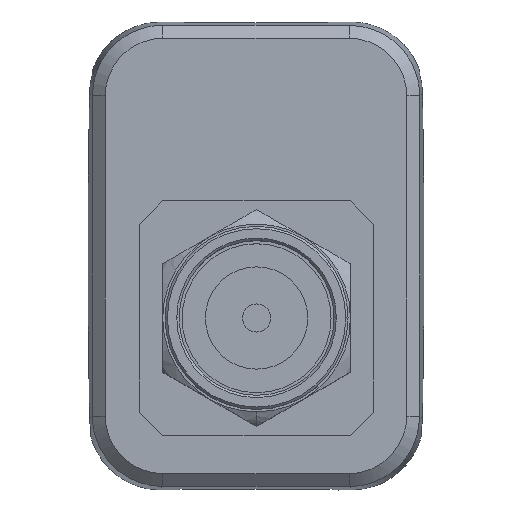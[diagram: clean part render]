
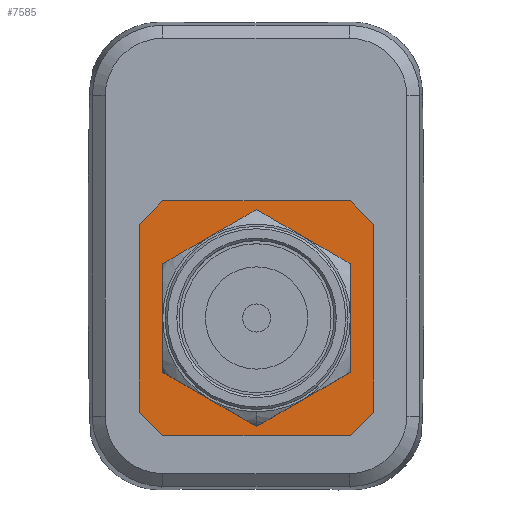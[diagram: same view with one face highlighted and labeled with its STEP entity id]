
A CAD part, top view. The second image highlights one B-rep face of the part: STEP entity #7585.
In plain terms, the highlighted planar face has unit normal (0, 0, 1).
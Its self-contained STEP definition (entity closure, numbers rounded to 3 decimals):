
#16 = CARTESIAN_POINT ( 'NONE',  ( 9.024, 8.34, 4.1 ) ) ;
#133 = ORIENTED_EDGE ( 'NONE', *, *, #7279, .T. ) ;
#256 = CARTESIAN_POINT ( 'NONE',  ( 1.024, -1.66, 4.1 ) ) ;
#258 = EDGE_LOOP ( 'NONE', ( #5711, #1973, #1578, #2729, #4701, #5214, #133, #2220 ) ) ;
#342 = CARTESIAN_POINT ( 'NONE',  ( 5.024, 3.34, 4.1 ) ) ;
#436 = VERTEX_POINT ( 'NONE', #2802 ) ;
#501 = CIRCLE ( 'NONE', #2386, 3.175 ) ;
#523 = DIRECTION ( 'NONE',  ( -1., 0., 0. ) ) ;
#866 = LINE ( 'NONE', #3931, #7205 ) ;
#888 = VERTEX_POINT ( 'NONE', #4825 ) ;
#1072 = VERTEX_POINT ( 'NONE', #1604 ) ;
#1274 = VERTEX_POINT ( 'NONE', #7238 ) ;
#1438 = VECTOR ( 'NONE', #2895, 1000. ) ;
#1578 = ORIENTED_EDGE ( 'NONE', *, *, #8430, .T. ) ;
#1604 = CARTESIAN_POINT ( 'NONE',  ( 9.024, -1.66, 4.1 ) ) ;
#1609 = CARTESIAN_POINT ( 'NONE',  ( -48.723, -59.407, 4.1 ) ) ;
#1973 = ORIENTED_EDGE ( 'NONE', *, *, #2589, .T. ) ;
#2121 = EDGE_CURVE ( 'NONE', #3052, #8862, #7508, .T. ) ;
#2220 = ORIENTED_EDGE ( 'NONE', *, *, #4882, .T. ) ;
#2386 = AXIS2_PLACEMENT_3D ( 'NONE', #342, #3318, #8523 ) ;
#2460 = DIRECTION ( 'NONE',  ( 0., 1., 0. ) ) ;
#2480 = CARTESIAN_POINT ( 'NONE',  ( 1.849, 3.34, 4.1 ) ) ;
#2574 = EDGE_CURVE ( 'NONE', #7183, #1274, #4611, .T. ) ;
#2589 = EDGE_CURVE ( 'NONE', #5745, #4831, #5444, .T. ) ;
#2729 = ORIENTED_EDGE ( 'NONE', *, *, #2574, .T. ) ;
#2773 = DIRECTION ( 'NONE',  ( 0., 0., -1. ) ) ;
#2802 = CARTESIAN_POINT ( 'NONE',  ( 10.024, -0.66, 4.1 ) ) ;
#2895 = DIRECTION ( 'NONE',  ( -0.707, 0.707, 0. ) ) ;
#2965 = CARTESIAN_POINT ( 'NONE',  ( -53.148, 70.512, 4.1 ) ) ;
#3052 = VERTEX_POINT ( 'NONE', #3083 ) ;
#3083 = CARTESIAN_POINT ( 'NONE',  ( 0.024, -0.66, 4.1 ) ) ;
#3283 = DIRECTION ( 'NONE',  ( 1., 0., 0. ) ) ;
#3318 = DIRECTION ( 'NONE',  ( 0., 0., -1. ) ) ;
#3352 = AXIS2_PLACEMENT_3D ( 'NONE', #5021, #2773, #5052 ) ;
#3620 = LINE ( 'NONE', #7636, #3972 ) ;
#3857 = DIRECTION ( 'NONE',  ( 0.707, 0.707, 0. ) ) ;
#3931 = CARTESIAN_POINT ( 'NONE',  ( 0.024, 8.34, 4.1 ) ) ;
#3946 = CIRCLE ( 'NONE', #3352, 3.175 ) ;
#3969 = DIRECTION ( 'NONE',  ( 0., -1., 0. ) ) ;
#3971 = EDGE_CURVE ( 'NONE', #888, #6634, #501, .T. ) ;
#3972 = VECTOR ( 'NONE', #2460, 1000. ) ;
#4006 = VECTOR ( 'NONE', #8563, 1000. ) ;
#4209 = CARTESIAN_POINT ( 'NONE',  ( -62.148, 61.512, 4.1 ) ) ;
#4460 = FACE_OUTER_BOUND ( 'NONE', #258, .T. ) ;
#4611 = LINE ( 'NONE', #9552, #7431 ) ;
#4701 = ORIENTED_EDGE ( 'NONE', *, *, #6110, .T. ) ;
#4825 = CARTESIAN_POINT ( 'NONE',  ( 8.199, 3.34, 4.1 ) ) ;
#4831 = VERTEX_POINT ( 'NONE', #16 ) ;
#4882 = EDGE_CURVE ( 'NONE', #1072, #436, #5667, .T. ) ;
#4906 = CARTESIAN_POINT ( 'NONE',  ( 10.024, 7.34, 4.1 ) ) ;
#5021 = CARTESIAN_POINT ( 'NONE',  ( 5.024, 3.34, 4.1 ) ) ;
#5028 = ORIENTED_EDGE ( 'NONE', *, *, #9361, .T. ) ;
#5052 = DIRECTION ( 'NONE',  ( -1., 0., 0. ) ) ;
#5090 = EDGE_CURVE ( 'NONE', #436, #5745, #3620, .T. ) ;
#5202 = VECTOR ( 'NONE', #523, 1000. ) ;
#5214 = ORIENTED_EDGE ( 'NONE', *, *, #2121, .T. ) ;
#5273 = FACE_BOUND ( 'NONE', #6411, .T. ) ;
#5386 = CARTESIAN_POINT ( 'NONE',  ( 1.024, 8.34, 4.1 ) ) ;
#5444 = LINE ( 'NONE', #2965, #1438 ) ;
#5667 = LINE ( 'NONE', #1609, #9609 ) ;
#5711 = ORIENTED_EDGE ( 'NONE', *, *, #5090, .T. ) ;
#5745 = VERTEX_POINT ( 'NONE', #4906 ) ;
#5904 = AXIS2_PLACEMENT_3D ( 'NONE', #8247, #8888, #6660 ) ;
#6110 = EDGE_CURVE ( 'NONE', #1274, #3052, #866, .T. ) ;
#6411 = EDGE_LOOP ( 'NONE', ( #5028, #9628 ) ) ;
#6634 = VERTEX_POINT ( 'NONE', #2480 ) ;
#6660 = DIRECTION ( 'NONE',  ( -1., 0., 0. ) ) ;
#6672 = LINE ( 'NONE', #7786, #7832 ) ;
#6695 = PLANE ( 'NONE',  #5904 ) ;
#7178 = LINE ( 'NONE', #9598, #5202 ) ;
#7183 = VERTEX_POINT ( 'NONE', #5386 ) ;
#7205 = VECTOR ( 'NONE', #3969, 1000. ) ;
#7238 = CARTESIAN_POINT ( 'NONE',  ( 0.024, 7.34, 4.1 ) ) ;
#7279 = EDGE_CURVE ( 'NONE', #8862, #1072, #6672, .T. ) ;
#7431 = VECTOR ( 'NONE', #8840, 1000. ) ;
#7508 = LINE ( 'NONE', #4209, #4006 ) ;
#7585 = ADVANCED_FACE ( 'NONE', ( #5273, #4460 ), #6695, .T. ) ;
#7636 = CARTESIAN_POINT ( 'NONE',  ( 10.024, -1.66, 4.1 ) ) ;
#7786 = CARTESIAN_POINT ( 'NONE',  ( 0.024, -1.66, 4.1 ) ) ;
#7832 = VECTOR ( 'NONE', #3283, 1000. ) ;
#8247 = CARTESIAN_POINT ( 'NONE',  ( -115.895, 7.765, 4.1 ) ) ;
#8430 = EDGE_CURVE ( 'NONE', #4831, #7183, #7178, .T. ) ;
#8523 = DIRECTION ( 'NONE',  ( -1., 0., 0. ) ) ;
#8563 = DIRECTION ( 'NONE',  ( 0.707, -0.707, 0. ) ) ;
#8840 = DIRECTION ( 'NONE',  ( -0.707, -0.707, 0. ) ) ;
#8862 = VERTEX_POINT ( 'NONE', #256 ) ;
#8888 = DIRECTION ( 'NONE',  ( 0., 0., 1. ) ) ;
#9361 = EDGE_CURVE ( 'NONE', #6634, #888, #3946, .T. ) ;
#9552 = CARTESIAN_POINT ( 'NONE',  ( -57.723, -50.407, 4.1 ) ) ;
#9598 = CARTESIAN_POINT ( 'NONE',  ( 10.024, 8.34, 4.1 ) ) ;
#9609 = VECTOR ( 'NONE', #3857, 1000. ) ;
#9628 = ORIENTED_EDGE ( 'NONE', *, *, #3971, .T. ) ;
